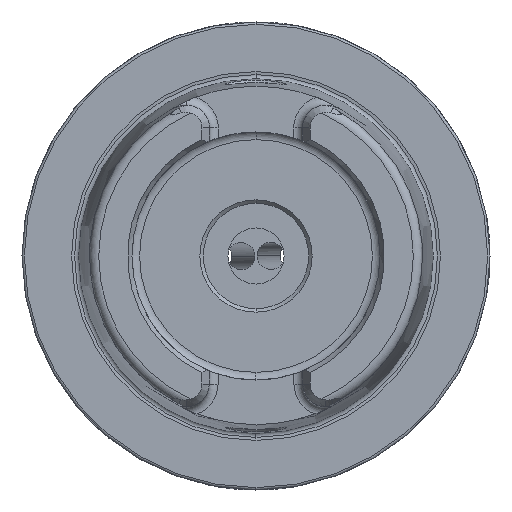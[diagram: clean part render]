
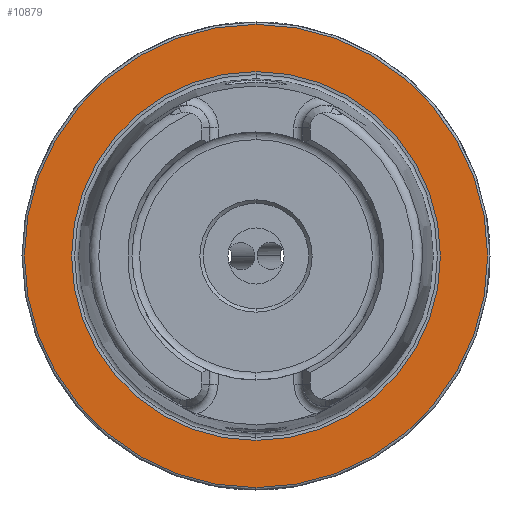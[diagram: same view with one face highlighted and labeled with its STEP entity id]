
A CAD part, left-side view. The second image highlights one B-rep face of the part: STEP entity #10879.
In plain terms, the highlighted planar face has unit normal (-1, 0, 0).
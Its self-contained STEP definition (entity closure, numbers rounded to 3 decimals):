
#546 = DIRECTION ( 'NONE',  ( 0., 0., 1. ) ) ;
#1352 = EDGE_CURVE ( 'NONE', #9422, #12892, #11361, .T. ) ;
#2813 = CIRCLE ( 'NONE', #5705, 39.405 ) ;
#3007 = CARTESIAN_POINT ( 'NONE',  ( 0., 0., 49.5 ) ) ;
#3243 = EDGE_CURVE ( 'NONE', #12892, #9422, #11252, .T. ) ;
#3293 = CARTESIAN_POINT ( 'NONE',  ( 0., 0., 0. ) ) ;
#3416 = CARTESIAN_POINT ( 'NONE',  ( 0., 0., 0. ) ) ;
#3983 = CARTESIAN_POINT ( 'NONE',  ( 0., 49.5, 0. ) ) ;
#4468 = DIRECTION ( 'NONE',  ( 0., 0., 1. ) ) ;
#4590 = DIRECTION ( 'NONE',  ( 0., 0., 1. ) ) ;
#4879 = CARTESIAN_POINT ( 'NONE',  ( 0., 0., -39.405 ) ) ;
#5705 = AXIS2_PLACEMENT_3D ( 'NONE', #14711, #7644, #546 ) ;
#6424 = DIRECTION ( 'NONE',  ( 0., 0., -1. ) ) ;
#6848 = AXIS2_PLACEMENT_3D ( 'NONE', #3293, #11569, #4468 ) ;
#7359 = CARTESIAN_POINT ( 'NONE',  ( 0., 0., 39.405 ) ) ;
#7644 = DIRECTION ( 'NONE',  ( -1., 0., 0. ) ) ;
#7728 = DIRECTION ( 'NONE',  ( 0., 0., 1. ) ) ;
#7874 = DIRECTION ( 'NONE',  ( -1., 0., 0. ) ) ;
#7899 = EDGE_CURVE ( 'NONE', #12189, #9581, #2813, .T. ) ;
#8411 = AXIS2_PLACEMENT_3D ( 'NONE', #3416, #11689, #4590 ) ;
#8812 = EDGE_LOOP ( 'NONE', ( #11528, #12594 ) ) ;
#9315 = AXIS2_PLACEMENT_3D ( 'NONE', #3983, #13509, #6424 ) ;
#9422 = VERTEX_POINT ( 'NONE', #15121 ) ;
#9432 = CIRCLE ( 'NONE', #6848, 39.405 ) ;
#9581 = VERTEX_POINT ( 'NONE', #4879 ) ;
#10489 = AXIS2_PLACEMENT_3D ( 'NONE', #13564, #7874, #7728 ) ;
#10879 = ADVANCED_FACE ( 'NONE', ( #15174, #12052 ), #12322, .F. ) ;
#11169 = EDGE_LOOP ( 'NONE', ( #15084, #13357 ) ) ;
#11252 = CIRCLE ( 'NONE', #8411, 49.5 ) ;
#11361 = CIRCLE ( 'NONE', #10489, 49.5 ) ;
#11528 = ORIENTED_EDGE ( 'NONE', *, *, #7899, .F. ) ;
#11545 = EDGE_CURVE ( 'NONE', #9581, #12189, #9432, .T. ) ;
#11569 = DIRECTION ( 'NONE',  ( -1., 0., 0. ) ) ;
#11689 = DIRECTION ( 'NONE',  ( -1., 0., 0. ) ) ;
#12052 = FACE_OUTER_BOUND ( 'NONE', #11169, .T. ) ;
#12189 = VERTEX_POINT ( 'NONE', #7359 ) ;
#12322 = PLANE ( 'NONE',  #9315 ) ;
#12594 = ORIENTED_EDGE ( 'NONE', *, *, #11545, .F. ) ;
#12892 = VERTEX_POINT ( 'NONE', #3007 ) ;
#13357 = ORIENTED_EDGE ( 'NONE', *, *, #1352, .T. ) ;
#13509 = DIRECTION ( 'NONE',  ( 1., 0., 0. ) ) ;
#13564 = CARTESIAN_POINT ( 'NONE',  ( 0., 0., 0. ) ) ;
#14711 = CARTESIAN_POINT ( 'NONE',  ( 0., 0., 0. ) ) ;
#15084 = ORIENTED_EDGE ( 'NONE', *, *, #3243, .T. ) ;
#15121 = CARTESIAN_POINT ( 'NONE',  ( 0., 0., -49.5 ) ) ;
#15174 = FACE_BOUND ( 'NONE', #8812, .T. ) ;
